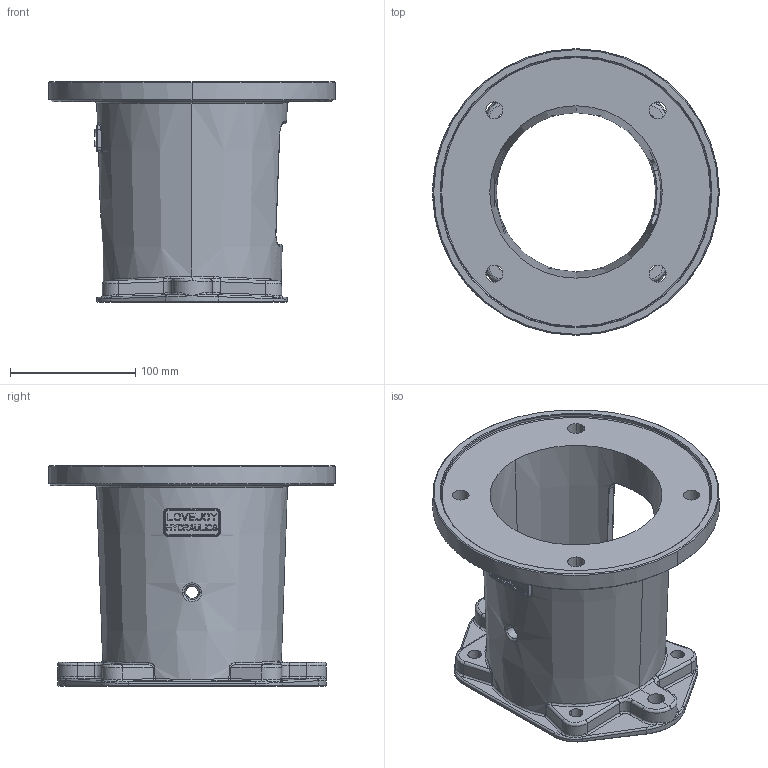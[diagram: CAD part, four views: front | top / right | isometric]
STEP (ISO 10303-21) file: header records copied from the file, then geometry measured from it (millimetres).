
FILE_DESCRIPTION((''),'2;1');
FILE_NAME('84527105166_ASM','2013-04-26T',('ppetruska'),(''),'PRO/ENGINEER BY PARAMETRIC TECHNOLOGY CORPORATION, 2012480','PRO/ENGINEER BY PARAMETRIC TECHNOLOGY CORPORATION, 2012480','');
FILE_SCHEMA(('CONFIG_CONTROL_DESIGN'));
Length unit declared in the file: inch
Products named in the file (3): 84527106028_AF2; 84527106034_AF1_ASM; 84527105166_ASM
Assembly tree (2 placements, depth 3):
  84527105166_ASM
    84527106034_AF1_ASM
      84527106028_AF2
Bounding box: 228.6 x 228.6 x 176.21 mm (x, y, z)
Volume: 972544.7 mm3; surface area: 229911 mm2
Topology: 1 solids, 1 shells, 669 faces, 1748 edges, 1104 vertices
Faces by surface type: plane 433, bspline 110, cylinder 82, cone 26, torus 10, extrusion 4, sphere 4
Entity records: 25971 total; most frequent: CARTESIAN_POINT 10154, ORIENTED_EDGE 3496, DIRECTION 2880, EDGE_CURVE 1748, VECTOR 1282, LINE 1278, VERTEX_POINT 1104, AXIS2_PLACEMENT_3D 799
